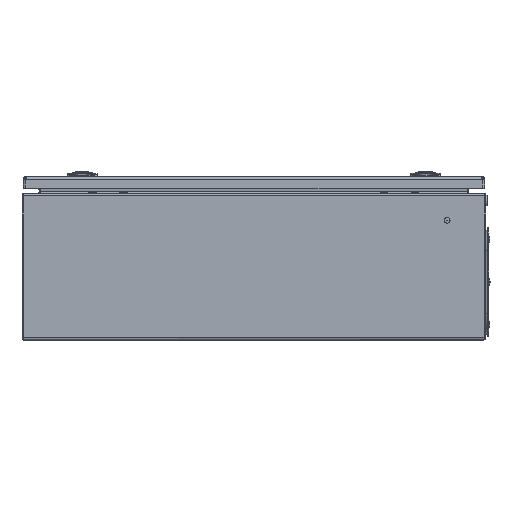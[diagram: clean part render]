
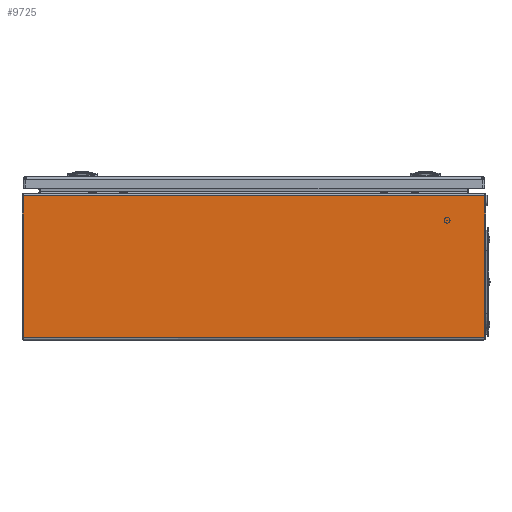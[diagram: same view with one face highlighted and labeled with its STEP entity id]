
A CAD part, left-side view. The second image highlights one B-rep face of the part: STEP entity #9725.
In plain terms, the highlighted planar face has unit normal (-1, 0, 0).
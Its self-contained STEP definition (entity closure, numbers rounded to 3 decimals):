
#9708 = EDGE_CURVE ( 'NONE', #9794, #9727, #35188, .T. ) ;
#9714 = VERTEX_POINT ( 'NONE', #35167 ) ;
#9717 = EDGE_CURVE ( 'NONE', #9718, #9714, #35165, .T. ) ;
#9718 = VERTEX_POINT ( 'NONE', #35161 ) ;
#9725 = ADVANCED_FACE ( 'NONE', ( #35217 ), #35216, .T. ) ;
#9726 = EDGE_LOOP ( 'NONE', ( #9786, #9788, #9789, #9791, #9792, #9795 ) ) ;
#9727 = VERTEX_POINT ( 'NONE', #35211 ) ;
#9731 = VERTEX_POINT ( 'NONE', #35200 ) ;
#9738 = VERTEX_POINT ( 'NONE', #35253 ) ;
#9740 = EDGE_CURVE ( 'NONE', #9731, #9738, #35252, .T. ) ;
#9786 = ORIENTED_EDGE ( 'NONE', *, *, #9787, .T. ) ;
#9787 = EDGE_CURVE ( 'NONE', #9727, #9731, #35287, .T. ) ;
#9788 = ORIENTED_EDGE ( 'NONE', *, *, #9740, .T. ) ;
#9789 = ORIENTED_EDGE ( 'NONE', *, *, #9790, .T. ) ;
#9790 = EDGE_CURVE ( 'NONE', #9738, #9718, #35288, .T. ) ;
#9791 = ORIENTED_EDGE ( 'NONE', *, *, #9717, .T. ) ;
#9792 = ORIENTED_EDGE ( 'NONE', *, *, #9793, .T. ) ;
#9793 = EDGE_CURVE ( 'NONE', #9714, #9794, #35344, .T. ) ;
#9794 = VERTEX_POINT ( 'NONE', #35339 ) ;
#9795 = ORIENTED_EDGE ( 'NONE', *, *, #9708, .T. ) ;
#35161 = CARTESIAN_POINT ( 'NONE',  ( -200., -298.499, 3. ) ) ;
#35162 = DIRECTION ( 'NONE',  ( 0., 0., 1. ) ) ;
#35163 = VECTOR ( 'NONE', #35162, 1000. ) ;
#35164 = CARTESIAN_POINT ( 'NONE',  ( -200., -298.499, 188.5 ) ) ;
#35165 = LINE ( 'NONE', #35164, #35163 ) ;
#35167 = CARTESIAN_POINT ( 'NONE',  ( -200., -298.499, 186.502 ) ) ;
#35185 = DIRECTION ( 'NONE',  ( 0., 1., 0. ) ) ;
#35186 = VECTOR ( 'NONE', #35185, 1000. ) ;
#35187 = CARTESIAN_POINT ( 'NONE',  ( -200., -3283.492, 187. ) ) ;
#35188 = LINE ( 'NONE', #35187, #35186 ) ;
#35200 = CARTESIAN_POINT ( 'NONE',  ( -200., 298.499, 186.502 ) ) ;
#35211 = CARTESIAN_POINT ( 'NONE',  ( -200., 298.474, 187. ) ) ;
#35212 = DIRECTION ( 'NONE',  ( 0., 0., -1. ) ) ;
#35213 = DIRECTION ( 'NONE',  ( -1., 0., 0. ) ) ;
#35214 = CARTESIAN_POINT ( 'NONE',  ( -200., 3283.5, 188.5 ) ) ;
#35215 = AXIS2_PLACEMENT_3D ( 'NONE', #35214, #35213, #35212 ) ;
#35216 = PLANE ( 'NONE',  #35215 ) ;
#35217 = FACE_OUTER_BOUND ( 'NONE', #9726, .T. ) ;
#35249 = DIRECTION ( 'NONE',  ( 0., 0., -1. ) ) ;
#35250 = VECTOR ( 'NONE', #35249, 1000. ) ;
#35251 = CARTESIAN_POINT ( 'NONE',  ( -200., 298.499, 188.5 ) ) ;
#35252 = LINE ( 'NONE', #35251, #35250 ) ;
#35253 = CARTESIAN_POINT ( 'NONE',  ( -200., 298.499, 3. ) ) ;
#35284 = DIRECTION ( 'NONE',  ( 0., -1., 0. ) ) ;
#35285 = DIRECTION ( 'NONE',  ( -1., 0., 0. ) ) ;
#35286 = AXIS2_PLACEMENT_3D ( 'NONE', #35294, #35285, #35284 ) ;
#35287 = CIRCLE ( 'NONE', #35286, 5. ) ;
#35288 = LINE ( 'NONE', #35347, #35346 ) ;
#35294 = CARTESIAN_POINT ( 'NONE',  ( -200., 293.499, 186.502 ) ) ;
#35339 = CARTESIAN_POINT ( 'NONE',  ( -200., -298.474, 187. ) ) ;
#35340 = DIRECTION ( 'NONE',  ( 0., -1., 0. ) ) ;
#35341 = DIRECTION ( 'NONE',  ( -1., 0., 0. ) ) ;
#35342 = CARTESIAN_POINT ( 'NONE',  ( -200., -293.499, 186.502 ) ) ;
#35343 = AXIS2_PLACEMENT_3D ( 'NONE', #35342, #35341, #35340 ) ;
#35344 = CIRCLE ( 'NONE', #35343, 5. ) ;
#35345 = DIRECTION ( 'NONE',  ( 0., -1., 0. ) ) ;
#35346 = VECTOR ( 'NONE', #35345, 1000. ) ;
#35347 = CARTESIAN_POINT ( 'NONE',  ( -200., 3283.5, 3. ) ) ;
